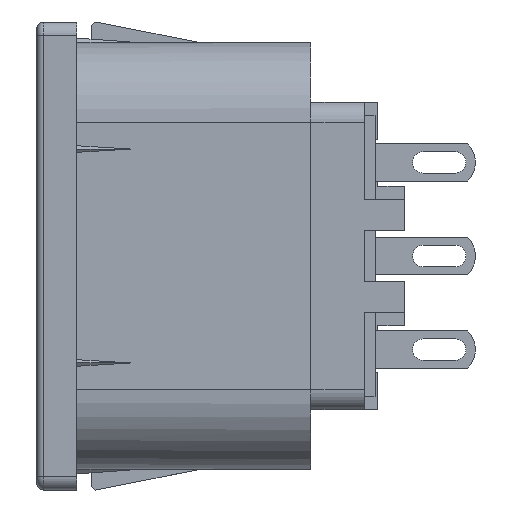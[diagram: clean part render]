
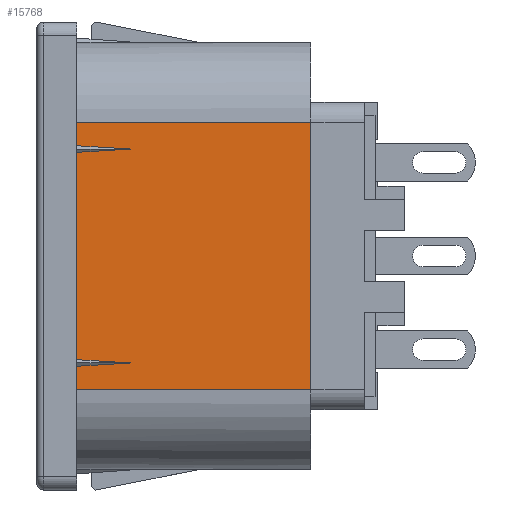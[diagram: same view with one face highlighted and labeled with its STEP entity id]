
A CAD part, left-side view. The second image highlights one B-rep face of the part: STEP entity #15768.
In plain terms, the highlighted planar face has unit normal (-1, 0, 0).
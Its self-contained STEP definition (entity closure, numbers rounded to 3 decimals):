
#2608 = ORIENTED_EDGE ( 'NONE', *, *, #33301, .T. ) ;
#2638 = EDGE_CURVE ( 'NONE', #23901, #11971, #16250, .T. ) ;
#3483 = CARTESIAN_POINT ( 'NONE',  ( 2., -17.5, 16. ) ) ;
#4042 = DIRECTION ( 'NONE',  ( 0., 1., 0. ) ) ;
#4169 = CARTESIAN_POINT ( 'NONE',  ( 2., 0., -10. ) ) ;
#4555 = EDGE_CURVE ( 'NONE', #21166, #35005, #38407, .T. ) ;
#6302 = VECTOR ( 'NONE', #4042, 1000. ) ;
#8596 = CARTESIAN_POINT ( 'NONE',  ( 2., -17.5, 10. ) ) ;
#8658 = CARTESIAN_POINT ( 'NONE',  ( 2., -17.5, -10. ) ) ;
#10073 = PLANE ( 'NONE',  #16510 ) ;
#10529 = EDGE_LOOP ( 'NONE', ( #2608, #34645, #14459, #34428 ) ) ;
#10608 = DIRECTION ( 'NONE',  ( 0., -1., 0. ) ) ;
#11971 = VERTEX_POINT ( 'NONE', #21169 ) ;
#13774 = CARTESIAN_POINT ( 'NONE',  ( 2., 0., 16. ) ) ;
#14459 = ORIENTED_EDGE ( 'NONE', *, *, #35763, .T. ) ;
#15768 = ADVANCED_FACE ( 'NONE', ( #40846 ), #10073, .F. ) ;
#16250 = LINE ( 'NONE', #30601, #6302 ) ;
#16510 = AXIS2_PLACEMENT_3D ( 'NONE', #17220, #39956, #16790 ) ;
#16790 = DIRECTION ( 'NONE',  ( 0., 0., -1. ) ) ;
#17220 = CARTESIAN_POINT ( 'NONE',  ( 2., 32.004, 16. ) ) ;
#19725 = VECTOR ( 'NONE', #10608, 1000. ) ;
#21166 = VERTEX_POINT ( 'NONE', #4169 ) ;
#21169 = CARTESIAN_POINT ( 'NONE',  ( 2., 0., 10. ) ) ;
#23838 = LINE ( 'NONE', #13774, #31580 ) ;
#23901 = VERTEX_POINT ( 'NONE', #8596 ) ;
#26721 = DIRECTION ( 'NONE',  ( 0., 0., 1. ) ) ;
#30454 = CARTESIAN_POINT ( 'NONE',  ( 2., 32.004, -10. ) ) ;
#30601 = CARTESIAN_POINT ( 'NONE',  ( 2., 32.004, 10. ) ) ;
#30661 = VECTOR ( 'NONE', #26721, 1000. ) ;
#31580 = VECTOR ( 'NONE', #36946, 1000. ) ;
#33301 = EDGE_CURVE ( 'NONE', #11971, #21166, #23838, .T. ) ;
#34428 = ORIENTED_EDGE ( 'NONE', *, *, #2638, .T. ) ;
#34645 = ORIENTED_EDGE ( 'NONE', *, *, #4555, .T. ) ;
#35005 = VERTEX_POINT ( 'NONE', #8658 ) ;
#35763 = EDGE_CURVE ( 'NONE', #35005, #23901, #39515, .T. ) ;
#36946 = DIRECTION ( 'NONE',  ( 0., 0., -1. ) ) ;
#38407 = LINE ( 'NONE', #30454, #19725 ) ;
#39515 = LINE ( 'NONE', #3483, #30661 ) ;
#39956 = DIRECTION ( 'NONE',  ( 1., 0., 0. ) ) ;
#40846 = FACE_OUTER_BOUND ( 'NONE', #10529, .T. ) ;
